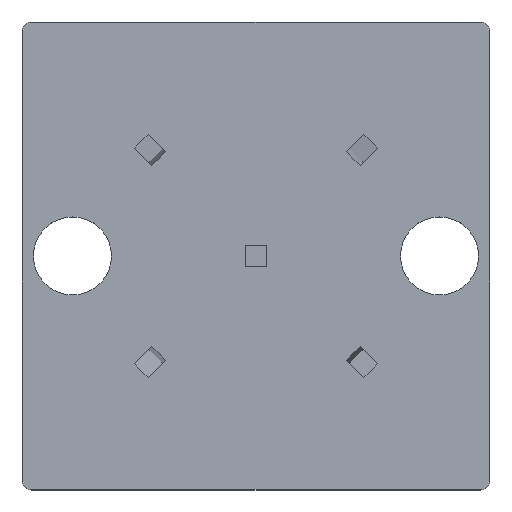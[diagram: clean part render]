
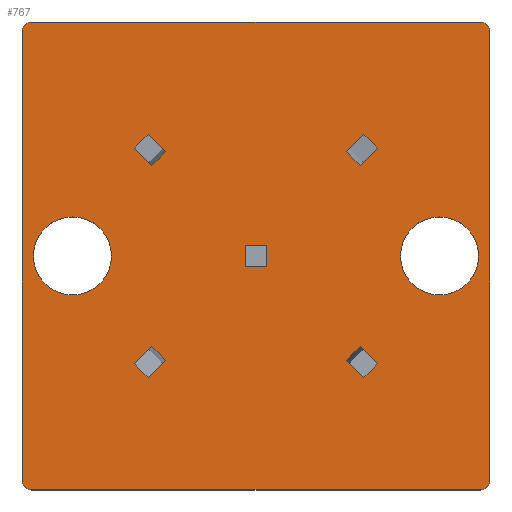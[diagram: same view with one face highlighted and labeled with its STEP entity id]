
A CAD part, top view. The second image highlights one B-rep face of the part: STEP entity #767.
In plain terms, the highlighted planar face has unit normal (0, 0, 1).
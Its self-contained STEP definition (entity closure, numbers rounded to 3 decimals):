
#21=FACE_BOUND('',#76,.T.);
#22=FACE_BOUND('',#77,.T.);
#23=FACE_BOUND('',#78,.T.);
#24=FACE_BOUND('',#79,.T.);
#25=FACE_BOUND('',#80,.T.);
#26=FACE_BOUND('',#81,.T.);
#27=FACE_BOUND('',#82,.T.);
#31=FACE_OUTER_BOUND('',#75,.T.);
#75=EDGE_LOOP('',(#513,#514,#515,#516,#517,#518,#519,#520));
#76=EDGE_LOOP('',(#521,#522,#523,#524));
#77=EDGE_LOOP('',(#525,#526,#527,#528));
#78=EDGE_LOOP('',(#529,#530,#531,#532));
#79=EDGE_LOOP('',(#533,#534,#535,#536));
#80=EDGE_LOOP('',(#537,#538,#539,#540));
#81=EDGE_LOOP('',(#541));
#82=EDGE_LOOP('',(#542));
#129=LINE('',#1097,#225);
#130=LINE('',#1101,#226);
#131=LINE('',#1105,#227);
#132=LINE('',#1108,#228);
#133=LINE('',#1111,#229);
#134=LINE('',#1113,#230);
#135=LINE('',#1115,#231);
#136=LINE('',#1116,#232);
#137=LINE('',#1119,#233);
#138=LINE('',#1121,#234);
#139=LINE('',#1123,#235);
#140=LINE('',#1124,#236);
#141=LINE('',#1127,#237);
#142=LINE('',#1129,#238);
#143=LINE('',#1131,#239);
#144=LINE('',#1132,#240);
#145=LINE('',#1135,#241);
#146=LINE('',#1137,#242);
#147=LINE('',#1139,#243);
#148=LINE('',#1140,#244);
#149=LINE('',#1143,#245);
#150=LINE('',#1145,#246);
#151=LINE('',#1147,#247);
#152=LINE('',#1148,#248);
#225=VECTOR('',#887,10.);
#226=VECTOR('',#890,10.);
#227=VECTOR('',#893,10.);
#228=VECTOR('',#896,10.);
#229=VECTOR('',#897,10.);
#230=VECTOR('',#898,10.);
#231=VECTOR('',#899,10.);
#232=VECTOR('',#900,10.);
#233=VECTOR('',#901,10.);
#234=VECTOR('',#902,10.);
#235=VECTOR('',#903,10.);
#236=VECTOR('',#904,10.);
#237=VECTOR('',#905,10.);
#238=VECTOR('',#906,10.);
#239=VECTOR('',#907,10.);
#240=VECTOR('',#908,10.);
#241=VECTOR('',#909,10.);
#242=VECTOR('',#910,10.);
#243=VECTOR('',#911,10.);
#244=VECTOR('',#912,10.);
#245=VECTOR('',#913,10.);
#246=VECTOR('',#914,10.);
#247=VECTOR('',#915,10.);
#248=VECTOR('',#916,10.);
#321=CIRCLE('',#826,1.);
#322=CIRCLE('',#827,1.);
#323=CIRCLE('',#828,1.);
#324=CIRCLE('',#829,1.);
#325=CIRCLE('',#830,4.);
#326=CIRCLE('',#831,4.);
#333=VERTEX_POINT('',#1093);
#334=VERTEX_POINT('',#1094);
#335=VERTEX_POINT('',#1096);
#336=VERTEX_POINT('',#1098);
#337=VERTEX_POINT('',#1100);
#338=VERTEX_POINT('',#1102);
#339=VERTEX_POINT('',#1104);
#340=VERTEX_POINT('',#1106);
#341=VERTEX_POINT('',#1109);
#342=VERTEX_POINT('',#1110);
#343=VERTEX_POINT('',#1112);
#344=VERTEX_POINT('',#1114);
#345=VERTEX_POINT('',#1117);
#346=VERTEX_POINT('',#1118);
#347=VERTEX_POINT('',#1120);
#348=VERTEX_POINT('',#1122);
#349=VERTEX_POINT('',#1125);
#350=VERTEX_POINT('',#1126);
#351=VERTEX_POINT('',#1128);
#352=VERTEX_POINT('',#1130);
#353=VERTEX_POINT('',#1133);
#354=VERTEX_POINT('',#1134);
#355=VERTEX_POINT('',#1136);
#356=VERTEX_POINT('',#1138);
#357=VERTEX_POINT('',#1141);
#358=VERTEX_POINT('',#1142);
#359=VERTEX_POINT('',#1144);
#360=VERTEX_POINT('',#1146);
#361=VERTEX_POINT('',#1149);
#362=VERTEX_POINT('',#1151);
#405=EDGE_CURVE('',#333,#334,#321,.T.);
#406=EDGE_CURVE('',#333,#335,#129,.T.);
#407=EDGE_CURVE('',#336,#335,#322,.T.);
#408=EDGE_CURVE('',#336,#337,#130,.T.);
#409=EDGE_CURVE('',#338,#337,#323,.T.);
#410=EDGE_CURVE('',#338,#339,#131,.T.);
#411=EDGE_CURVE('',#340,#339,#324,.T.);
#412=EDGE_CURVE('',#340,#334,#132,.T.);
#413=EDGE_CURVE('',#341,#342,#133,.T.);
#414=EDGE_CURVE('',#342,#343,#134,.T.);
#415=EDGE_CURVE('',#343,#344,#135,.T.);
#416=EDGE_CURVE('',#344,#341,#136,.T.);
#417=EDGE_CURVE('',#345,#346,#137,.T.);
#418=EDGE_CURVE('',#346,#347,#138,.T.);
#419=EDGE_CURVE('',#347,#348,#139,.T.);
#420=EDGE_CURVE('',#348,#345,#140,.T.);
#421=EDGE_CURVE('',#349,#350,#141,.T.);
#422=EDGE_CURVE('',#350,#351,#142,.T.);
#423=EDGE_CURVE('',#351,#352,#143,.T.);
#424=EDGE_CURVE('',#352,#349,#144,.T.);
#425=EDGE_CURVE('',#353,#354,#145,.T.);
#426=EDGE_CURVE('',#354,#355,#146,.T.);
#427=EDGE_CURVE('',#355,#356,#147,.T.);
#428=EDGE_CURVE('',#356,#353,#148,.T.);
#429=EDGE_CURVE('',#357,#358,#149,.T.);
#430=EDGE_CURVE('',#358,#359,#150,.T.);
#431=EDGE_CURVE('',#359,#360,#151,.T.);
#432=EDGE_CURVE('',#360,#357,#152,.T.);
#433=EDGE_CURVE('',#361,#361,#325,.T.);
#434=EDGE_CURVE('',#362,#362,#326,.T.);
#513=ORIENTED_EDGE('',*,*,#405,.F.);
#514=ORIENTED_EDGE('',*,*,#406,.T.);
#515=ORIENTED_EDGE('',*,*,#407,.F.);
#516=ORIENTED_EDGE('',*,*,#408,.T.);
#517=ORIENTED_EDGE('',*,*,#409,.F.);
#518=ORIENTED_EDGE('',*,*,#410,.T.);
#519=ORIENTED_EDGE('',*,*,#411,.F.);
#520=ORIENTED_EDGE('',*,*,#412,.T.);
#521=ORIENTED_EDGE('',*,*,#413,.T.);
#522=ORIENTED_EDGE('',*,*,#414,.T.);
#523=ORIENTED_EDGE('',*,*,#415,.T.);
#524=ORIENTED_EDGE('',*,*,#416,.T.);
#525=ORIENTED_EDGE('',*,*,#417,.T.);
#526=ORIENTED_EDGE('',*,*,#418,.T.);
#527=ORIENTED_EDGE('',*,*,#419,.T.);
#528=ORIENTED_EDGE('',*,*,#420,.T.);
#529=ORIENTED_EDGE('',*,*,#421,.T.);
#530=ORIENTED_EDGE('',*,*,#422,.T.);
#531=ORIENTED_EDGE('',*,*,#423,.T.);
#532=ORIENTED_EDGE('',*,*,#424,.T.);
#533=ORIENTED_EDGE('',*,*,#425,.T.);
#534=ORIENTED_EDGE('',*,*,#426,.T.);
#535=ORIENTED_EDGE('',*,*,#427,.T.);
#536=ORIENTED_EDGE('',*,*,#428,.T.);
#537=ORIENTED_EDGE('',*,*,#429,.T.);
#538=ORIENTED_EDGE('',*,*,#430,.T.);
#539=ORIENTED_EDGE('',*,*,#431,.T.);
#540=ORIENTED_EDGE('',*,*,#432,.T.);
#541=ORIENTED_EDGE('',*,*,#433,.T.);
#542=ORIENTED_EDGE('',*,*,#434,.T.);
#729=PLANE('',#825);
#767=ADVANCED_FACE('',(#31,#21,#22,#23,#24,#25,#26,#27),#729,.T.);
#825=AXIS2_PLACEMENT_3D('',#1092,#883,#884);
#826=AXIS2_PLACEMENT_3D('',#1095,#885,#886);
#827=AXIS2_PLACEMENT_3D('',#1099,#888,#889);
#828=AXIS2_PLACEMENT_3D('',#1103,#891,#892);
#829=AXIS2_PLACEMENT_3D('',#1107,#894,#895);
#830=AXIS2_PLACEMENT_3D('',#1150,#917,#918);
#831=AXIS2_PLACEMENT_3D('',#1152,#919,#920);
#883=DIRECTION('center_axis',(0.,0.,1.));
#884=DIRECTION('ref_axis',(1.,0.,0.));
#885=DIRECTION('center_axis',(0.,0.,-1.));
#886=DIRECTION('ref_axis',(0.707,-0.707,0.));
#887=DIRECTION('',(0.,1.,0.));
#888=DIRECTION('center_axis',(0.,0.,-1.));
#889=DIRECTION('ref_axis',(0.707,0.707,0.));
#890=DIRECTION('',(-1.,0.,0.));
#891=DIRECTION('center_axis',(0.,0.,-1.));
#892=DIRECTION('ref_axis',(-0.707,0.707,0.));
#893=DIRECTION('',(0.,-1.,0.));
#894=DIRECTION('center_axis',(0.,0.,-1.));
#895=DIRECTION('ref_axis',(-0.707,-0.707,0.));
#896=DIRECTION('',(1.,0.,0.));
#897=DIRECTION('',(0.707,0.707,0.));
#898=DIRECTION('',(0.707,-0.707,0.));
#899=DIRECTION('',(-0.707,-0.707,0.));
#900=DIRECTION('',(-0.707,0.707,0.));
#901=DIRECTION('',(-0.707,0.707,0.));
#902=DIRECTION('',(0.707,0.707,0.));
#903=DIRECTION('',(0.707,-0.707,0.));
#904=DIRECTION('',(-0.707,-0.707,0.));
#905=DIRECTION('',(-0.707,-0.707,0.));
#906=DIRECTION('',(-0.707,0.707,0.));
#907=DIRECTION('',(0.707,0.707,0.));
#908=DIRECTION('',(0.707,-0.707,0.));
#909=DIRECTION('',(0.707,-0.707,0.));
#910=DIRECTION('',(-0.707,-0.707,0.));
#911=DIRECTION('',(-0.707,0.707,0.));
#912=DIRECTION('',(0.707,0.707,0.));
#913=DIRECTION('',(0.,-1.,0.));
#914=DIRECTION('',(-1.,0.,0.));
#915=DIRECTION('',(0.,1.,0.));
#916=DIRECTION('',(1.,0.,0.));
#917=DIRECTION('center_axis',(0.,0.,-1.));
#918=DIRECTION('ref_axis',(1.,0.,0.));
#919=DIRECTION('center_axis',(0.,0.,-1.));
#920=DIRECTION('ref_axis',(1.,0.,0.));
#1092=CARTESIAN_POINT('Origin',(0.,0.,3.));
#1093=CARTESIAN_POINT('',(24.,-23.,3.));
#1094=CARTESIAN_POINT('',(23.,-24.,3.));
#1095=CARTESIAN_POINT('Origin',(23.,-23.,3.));
#1096=CARTESIAN_POINT('',(24.,23.,3.));
#1097=CARTESIAN_POINT('',(24.,24.,3.));
#1098=CARTESIAN_POINT('',(23.,24.,3.));
#1099=CARTESIAN_POINT('Origin',(23.,23.,3.));
#1100=CARTESIAN_POINT('',(-23.,24.,3.));
#1101=CARTESIAN_POINT('',(-24.,24.,3.));
#1102=CARTESIAN_POINT('',(-24.,23.,3.));
#1103=CARTESIAN_POINT('Origin',(-23.,23.,3.));
#1104=CARTESIAN_POINT('',(-24.,-23.,3.));
#1105=CARTESIAN_POINT('',(-24.,-24.,3.));
#1106=CARTESIAN_POINT('',(-23.,-24.,3.));
#1107=CARTESIAN_POINT('Origin',(-23.,-23.,3.));
#1108=CARTESIAN_POINT('',(24.,-24.,3.));
#1109=CARTESIAN_POINT('',(-12.478,-11.064,3.));
#1110=CARTESIAN_POINT('',(-10.693,-9.279,3.));
#1111=CARTESIAN_POINT('',(-6.576,-5.161,3.));
#1112=CARTESIAN_POINT('',(-9.279,-10.693,3.));
#1113=CARTESIAN_POINT('',(-10.34,-9.633,3.));
#1114=CARTESIAN_POINT('',(-11.064,-12.478,3.));
#1115=CARTESIAN_POINT('',(-4.286,-5.7,3.));
#1116=CARTESIAN_POINT('',(-11.418,-12.125,3.));
#1117=CARTESIAN_POINT('',(11.064,-12.478,3.));
#1118=CARTESIAN_POINT('',(9.279,-10.693,3.));
#1119=CARTESIAN_POINT('',(5.161,-6.576,3.));
#1120=CARTESIAN_POINT('',(10.693,-9.279,3.));
#1121=CARTESIAN_POINT('',(9.633,-10.34,3.));
#1122=CARTESIAN_POINT('',(12.478,-11.064,3.));
#1123=CARTESIAN_POINT('',(5.7,-4.286,3.));
#1124=CARTESIAN_POINT('',(12.125,-11.418,3.));
#1125=CARTESIAN_POINT('',(12.478,11.064,3.));
#1126=CARTESIAN_POINT('',(10.693,9.279,3.));
#1127=CARTESIAN_POINT('',(6.576,5.161,3.));
#1128=CARTESIAN_POINT('',(9.279,10.693,3.));
#1129=CARTESIAN_POINT('',(10.34,9.633,3.));
#1130=CARTESIAN_POINT('',(11.064,12.478,3.));
#1131=CARTESIAN_POINT('',(4.286,5.7,3.));
#1132=CARTESIAN_POINT('',(11.418,12.125,3.));
#1133=CARTESIAN_POINT('',(-11.064,12.478,3.));
#1134=CARTESIAN_POINT('',(-9.279,10.693,3.));
#1135=CARTESIAN_POINT('',(-5.161,6.576,3.));
#1136=CARTESIAN_POINT('',(-10.693,9.279,3.));
#1137=CARTESIAN_POINT('',(-9.633,10.34,3.));
#1138=CARTESIAN_POINT('',(-12.478,11.064,3.));
#1139=CARTESIAN_POINT('',(-5.7,4.286,3.));
#1140=CARTESIAN_POINT('',(-12.125,11.418,3.));
#1141=CARTESIAN_POINT('',(1.1,1.1,3.));
#1142=CARTESIAN_POINT('',(1.1,-1.1,3.));
#1143=CARTESIAN_POINT('',(1.1,0.55,3.));
#1144=CARTESIAN_POINT('',(-1.1,-1.1,3.));
#1145=CARTESIAN_POINT('',(0.55,-1.1,3.));
#1146=CARTESIAN_POINT('',(-1.1,1.1,3.));
#1147=CARTESIAN_POINT('',(-1.1,-0.55,3.));
#1148=CARTESIAN_POINT('',(-0.55,1.1,3.));
#1149=CARTESIAN_POINT('',(14.826,0.,3.));
#1150=CARTESIAN_POINT('Origin',(18.826,0.,
3.));
#1151=CARTESIAN_POINT('',(-22.826,0.,3.));
#1152=CARTESIAN_POINT('Origin',(-18.826,0.,
3.));
